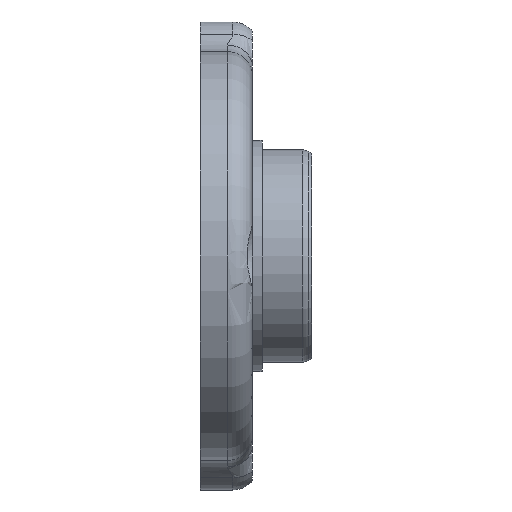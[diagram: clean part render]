
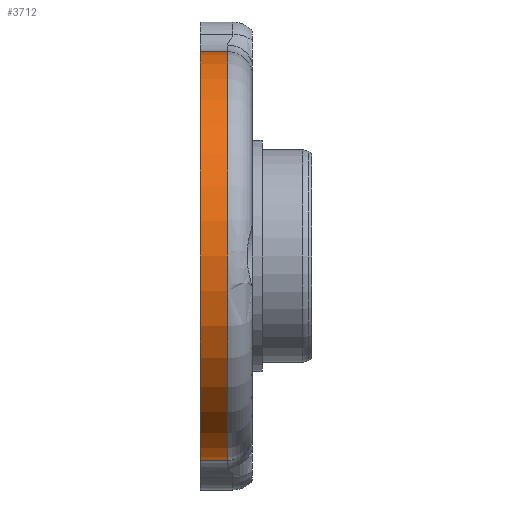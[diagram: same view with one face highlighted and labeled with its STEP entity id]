
A CAD part, front view. The second image highlights one B-rep face of the part: STEP entity #3712.
In plain terms, the highlighted cylindrical face has radius 16.5 mm (diameter 33 mm), a partial arc.
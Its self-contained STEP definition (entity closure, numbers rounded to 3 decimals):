
#64 = CARTESIAN_POINT ( 'NONE',  ( 31.8, -12.3, 0. ) ) ;
#458 = CIRCLE ( 'NONE', #6824, 16.5 ) ;
#602 = VERTEX_POINT ( 'NONE', #4777 ) ;
#670 = AXIS2_PLACEMENT_3D ( 'NONE', #1883, #3722, #6102 ) ;
#736 = CARTESIAN_POINT ( 'NONE',  ( 36., -12.3, 16.5 ) ) ;
#884 = DIRECTION ( 'NONE',  ( -1., 0., 0. ) ) ;
#1192 = AXIS2_PLACEMENT_3D ( 'NONE', #5059, #884, #3261 ) ;
#1301 = CIRCLE ( 'NONE', #670, 16.5 ) ;
#1476 = EDGE_CURVE ( 'NONE', #4647, #602, #458, .T. ) ;
#1808 = ORIENTED_EDGE ( 'NONE', *, *, #1476, .F. ) ;
#1883 = CARTESIAN_POINT ( 'NONE',  ( 34., -12.3, 0. ) ) ;
#1934 = ORIENTED_EDGE ( 'NONE', *, *, #4518, .F. ) ;
#2644 = DIRECTION ( 'NONE',  ( -1., 0., 0. ) ) ;
#2804 = EDGE_CURVE ( 'NONE', #3770, #602, #5980, .T. ) ;
#2832 = ORIENTED_EDGE ( 'NONE', *, *, #2804, .T. ) ;
#2984 = CARTESIAN_POINT ( 'NONE',  ( 34., -12.3, 16.5 ) ) ;
#3036 = DIRECTION ( 'NONE',  ( 0., 0., 1. ) ) ;
#3261 = DIRECTION ( 'NONE',  ( 0., 0., 1. ) ) ;
#3276 = ORIENTED_EDGE ( 'NONE', *, *, #3973, .T. ) ;
#3712 = ADVANCED_FACE ( 'NONE', ( #5695 ), #4517, .T. ) ;
#3722 = DIRECTION ( 'NONE',  ( -1., 0., 0. ) ) ;
#3770 = VERTEX_POINT ( 'NONE', #2984 ) ;
#3973 = EDGE_CURVE ( 'NONE', #5776, #3770, #1301, .T. ) ;
#4044 = VECTOR ( 'NONE', #6347, 1000. ) ;
#4057 = CARTESIAN_POINT ( 'NONE',  ( 31.8, -12.3, -16.5 ) ) ;
#4517 = CYLINDRICAL_SURFACE ( 'NONE', #1192, 16.5 ) ;
#4518 = EDGE_CURVE ( 'NONE', #5776, #4647, #4591, .T. ) ;
#4552 = CARTESIAN_POINT ( 'NONE',  ( 36., -12.3, -16.5 ) ) ;
#4591 = LINE ( 'NONE', #4552, #4044 ) ;
#4647 = VERTEX_POINT ( 'NONE', #4057 ) ;
#4777 = CARTESIAN_POINT ( 'NONE',  ( 31.8, -12.3, 16.5 ) ) ;
#5059 = CARTESIAN_POINT ( 'NONE',  ( 36., -12.3, 0. ) ) ;
#5695 = FACE_OUTER_BOUND ( 'NONE', #6354, .T. ) ;
#5776 = VERTEX_POINT ( 'NONE', #6081 ) ;
#5812 = VECTOR ( 'NONE', #2644, 1000. ) ;
#5980 = LINE ( 'NONE', #736, #5812 ) ;
#6081 = CARTESIAN_POINT ( 'NONE',  ( 34., -12.3, -16.5 ) ) ;
#6102 = DIRECTION ( 'NONE',  ( 0., 0., -1. ) ) ;
#6347 = DIRECTION ( 'NONE',  ( -1., 0., 0. ) ) ;
#6354 = EDGE_LOOP ( 'NONE', ( #1934, #3276, #2832, #1808 ) ) ;
#6824 = AXIS2_PLACEMENT_3D ( 'NONE', #64, #7141, #3036 ) ;
#7141 = DIRECTION ( 'NONE',  ( -1., 0., 0. ) ) ;
